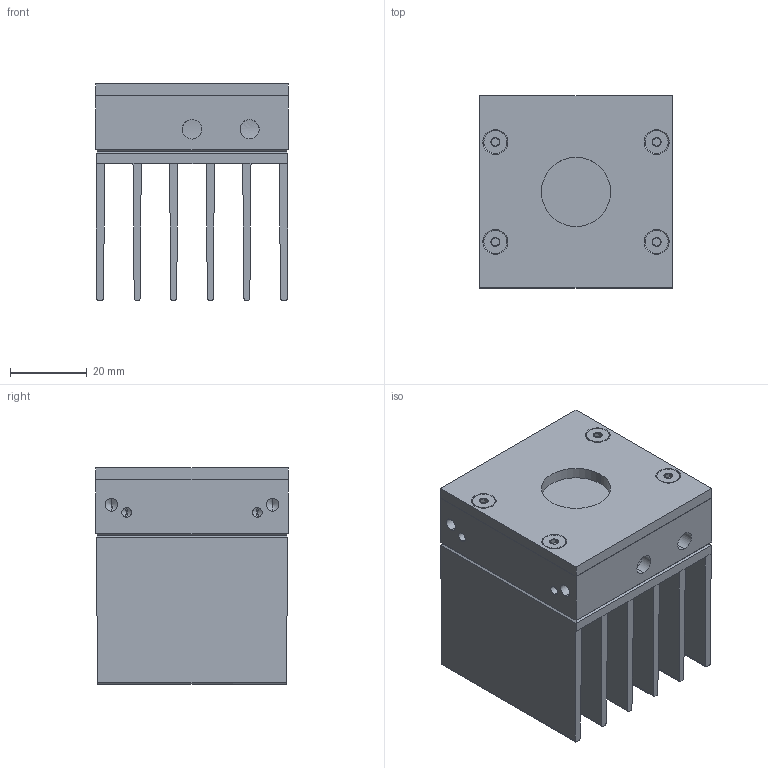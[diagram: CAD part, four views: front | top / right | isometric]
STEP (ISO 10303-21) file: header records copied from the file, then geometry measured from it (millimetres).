
FILE_DESCRIPTION (( 'STEP AP203' ), '1' );
FILE_NAME ('SK-9658 UP19K-30H-H5.STEP', '2017-07-19T19:25:06', ( '' ), ( '' ), 'SwSTEP 2.0', 'SolidWorks 2016', '' );
FILE_SCHEMA (( 'CONFIG_CONTROL_DESIGN' ));
Products named in the file (1): SK-9658 UP19K-30H-H5
Bounding box: 50 x 50 x 56.38 mm (x, y, z)
Volume: 71947.8 mm3; surface area: 40150.6 mm2
Topology: 6 solids, 6 shells, 857 faces, 2366 edges, 1527 vertices
Faces by surface type: cylinder 662, plane 100, cone 85, bspline 8, torus 2
Entity records: 38738 total; most frequent: CARTESIAN_POINT 20478, ORIENTED_EDGE 4704, DIRECTION 2983, EDGE_CURVE 2352, VERTEX_POINT 1527, AXIS2_PLACEMENT_3D 1048, EDGE_LOOP 897, LINE 887
